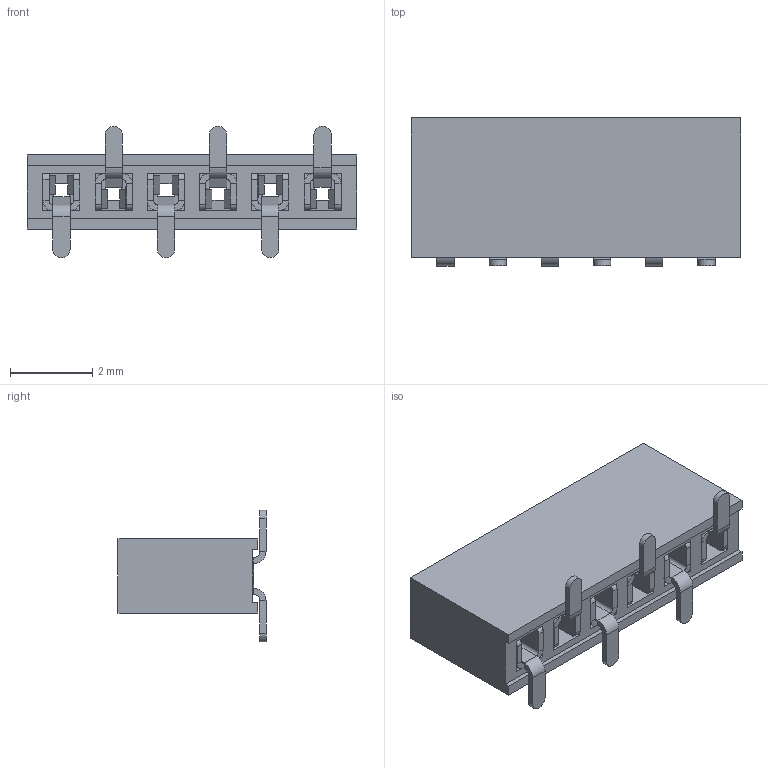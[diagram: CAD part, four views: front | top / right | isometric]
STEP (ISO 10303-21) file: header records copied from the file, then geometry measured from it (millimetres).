
FILE_DESCRIPTION(('STEP AP242'),'1');
FILE_NAME('m50-3140645r.stp','2024-07-31T16:46:45',('TraceParts'),('TraceParts S.A.'),'Spatial InterOp 3D',' ',' ');
FILE_SCHEMA(('AP242_MANAGED_MODEL_BASED_3D_ENGINEERING_MIM_LF {1 0 10303 442 1 1 4}'));
Length unit declared in the file: millimetre
Products named in the file (1): m50-3140645r_1
Bounding box: 8.02 x 3.6 x 3.2 mm (x, y, z)
Volume: 37.6 mm3; surface area: 248.8 mm2
Topology: 7 solids, 7 shells, 598 faces, 1458 edges, 880 vertices
Faces by surface type: plane 406, cylinder 192
Entity records: 18036 total; most frequent: CARTESIAN_POINT 3885, DIRECTION 2932, ORIENTED_EDGE 2916, EDGE_CURVE 1458, LINE 1026, VECTOR 1026, AXIS2_PLACEMENT_3D 953, VERTEX_POINT 880
